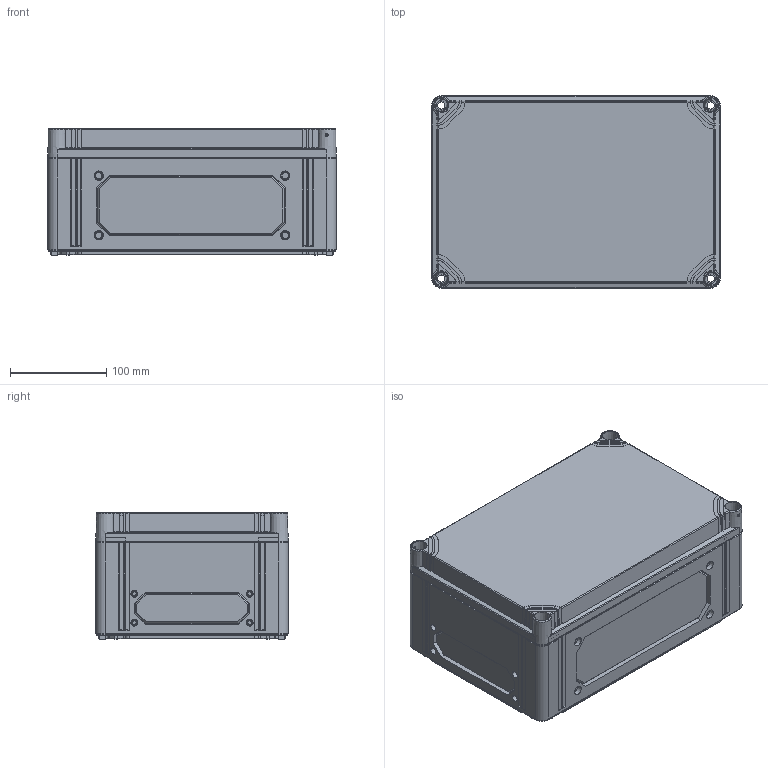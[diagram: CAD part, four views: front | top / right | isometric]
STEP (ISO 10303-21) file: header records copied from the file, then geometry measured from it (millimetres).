
FILE_DESCRIPTION((''),'2;1');
FILE_NAME('CPCF203013T_ASM','2008-12-29T',('pasi_koskela'),(''),'PRO/ENGINEER BY PARAMETRIC TECHNOLOGY CORPORATION, 2008250','PRO/ENGINEER BY PARAMETRIC TECHNOLOGY CORPORATION, 2008250','');
FILE_SCHEMA(('AUTOMOTIVE_DESIGN_CC2 { 1 2 10303 214 -1 1 5 2 }'));
Products named in the file (3): CPCF203010B; OPCT203003L; CPCF203013T_ASM
Assembly tree (2 placements, depth 2):
  CPCF203013T_ASM
    CPCF203010B
    OPCT203003L
Bounding box: 300 x 200 x 132 mm (x, y, z)
Volume: 1044757 mm3; surface area: 601947.6 mm2
Topology: 2 solids, 2 shells, 2457 faces, 6215 edges, 3888 vertices
Faces by surface type: plane 1232, cone 574, cylinder 399, torus 230, bspline 20, sphere 2
Entity records: 94680 total; most frequent: CARTESIAN_POINT 16515, ORIENTED_EDGE 12426, DIRECTION 12347, PRESENTATION_STYLE_ASSIGNMENT 6215, STYLED_ITEM 6215, CURVE_STYLE 6213, EDGE_CURVE 6213, AXIS2_PLACEMENT_3D 4316
